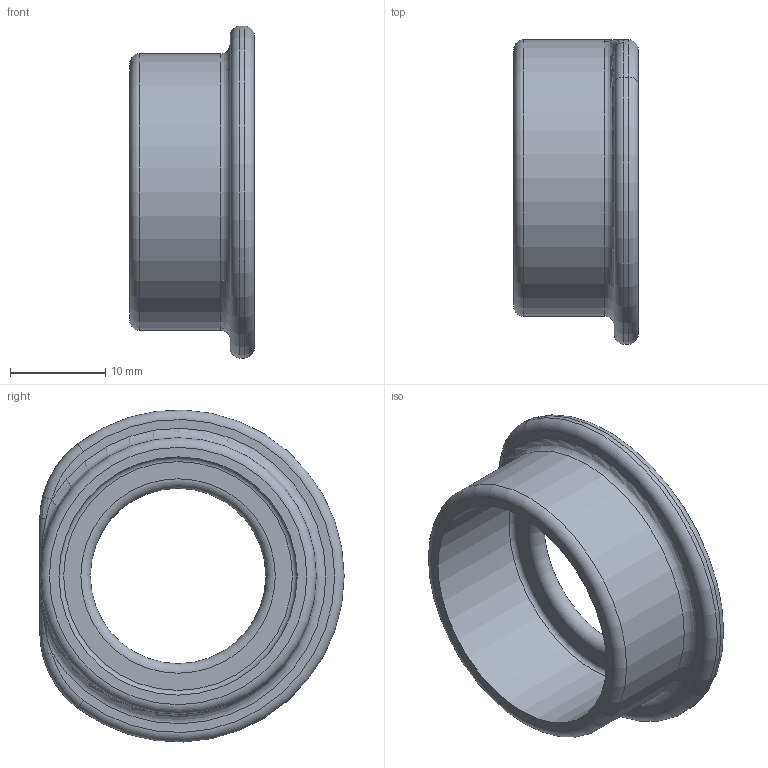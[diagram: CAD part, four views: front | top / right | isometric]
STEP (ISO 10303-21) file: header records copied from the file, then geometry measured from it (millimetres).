
FILE_DESCRIPTION(/* description */ ('Demontagewerkzeug FRONTFIXDAT25'),/* implementation_level */ '2;1');
FILE_NAME(/* name */ '7-Demontagewerkzeug-FRONTFIXDAT25-RST.stp',/* time_stamp */ '2018-06-25T12:10:54+02:00',/* author */ ('sl'),/* organization */ (''),/* preprocessor_version */ 'ST-DEVELOPER v16.5',/* originating_system */ 'Autodesk Inventor 2017',/* authorisation */ '');
FILE_SCHEMA (('AUTOMOTIVE_DESIGN { 1 0 10303 214 3 1 1 }'));
Length unit declared in the file: millimetre
Products named in the file (1): FRONTFIXDAT25
Bounding box: 13.05 x 31.93 x 34.83 mm (x, y, z)
Volume: 3223.5 mm3; surface area: 3285.8 mm2
Topology: 1 solids, 1 shells, 87 faces, 223 edges, 142 vertices
Faces by surface type: bspline 40, plane 31, torus 10, cylinder 6
Full cylindrical faces by diameter (mm): 25 x1, 29 x1
Entity records: 3007 total; most frequent: CARTESIAN_POINT 1143, ORIENTED_EDGE 432, DIRECTION 263, EDGE_CURVE 216, VERTEX_POINT 142, LINE 105, VECTOR 105, EDGE_LOOP 100
